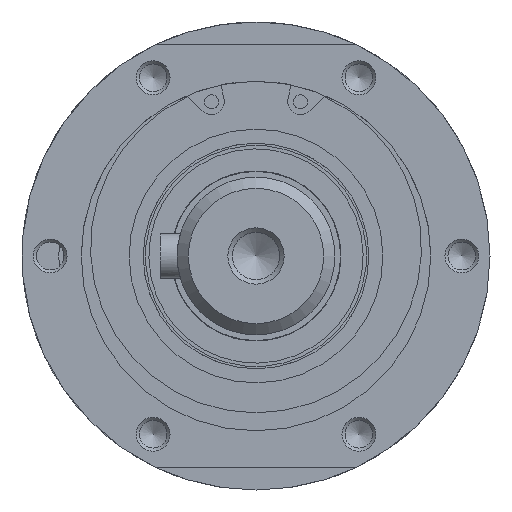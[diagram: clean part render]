
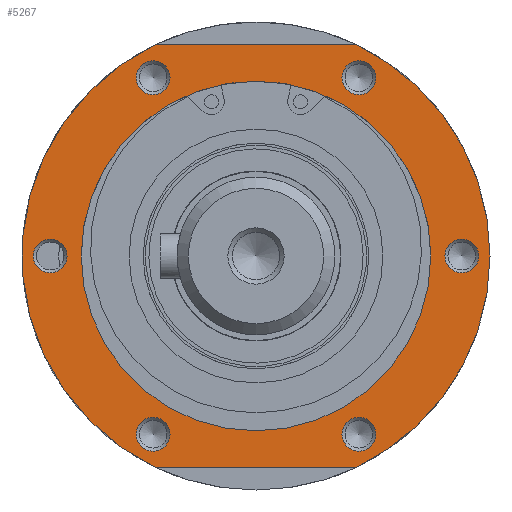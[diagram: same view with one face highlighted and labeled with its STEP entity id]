
A CAD part, left-side view. The second image highlights one B-rep face of the part: STEP entity #5267.
In plain terms, the highlighted planar face has unit normal (-1, 0, 0).
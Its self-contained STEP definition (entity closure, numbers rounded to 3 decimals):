
#443=FACE_BOUND('',#1762,.T.);
#444=FACE_BOUND('',#1763,.T.);
#445=FACE_BOUND('',#1764,.T.);
#446=FACE_BOUND('',#1765,.T.);
#447=FACE_BOUND('',#1766,.T.);
#448=FACE_BOUND('',#1767,.T.);
#449=FACE_BOUND('',#1768,.T.);
#768=LINE('',#8993,#1111);
#769=LINE('',#8999,#1112);
#1111=VECTOR('',#7202,10.);
#1112=VECTOR('',#7207,10.);
#1451=FACE_OUTER_BOUND('',#1761,.T.);
#1761=EDGE_LOOP('',(#4602,#4603,#4604,#4605,#4606));
#1762=EDGE_LOOP('',(#4607));
#1763=EDGE_LOOP('',(#4608));
#1764=EDGE_LOOP('',(#4609));
#1765=EDGE_LOOP('',(#4610,#4611));
#1766=EDGE_LOOP('',(#4612));
#1767=EDGE_LOOP('',(#4613));
#1768=EDGE_LOOP('',(#4614));
#2039=CIRCLE('',#5751,31.);
#2040=CIRCLE('',#5752,31.);
#2064=CIRCLE('',#5789,3.);
#2067=CIRCLE('',#5794,3.);
#2070=CIRCLE('',#5799,3.);
#2073=CIRCLE('',#5804,3.);
#2076=CIRCLE('',#5809,3.);
#2079=CIRCLE('',#5814,41.5);
#2080=CIRCLE('',#5815,41.5);
#2081=CIRCLE('',#5816,41.5);
#2082=CIRCLE('',#5817,3.);
#2534=VERTEX_POINT('',#8863);
#2535=VERTEX_POINT('',#8865);
#2564=VERTEX_POINT('',#8941);
#2567=VERTEX_POINT('',#8951);
#2570=VERTEX_POINT('',#8961);
#2573=VERTEX_POINT('',#8971);
#2576=VERTEX_POINT('',#8981);
#2579=VERTEX_POINT('',#8991);
#2580=VERTEX_POINT('',#8992);
#2581=VERTEX_POINT('',#8994);
#2582=VERTEX_POINT('',#8996);
#2583=VERTEX_POINT('',#8998);
#2584=VERTEX_POINT('',#9001);
#3222=EDGE_CURVE('',#2535,#2534,#2039,.T.);
#3223=EDGE_CURVE('',#2534,#2535,#2040,.T.);
#3256=EDGE_CURVE('',#2564,#2564,#2064,.T.);
#3261=EDGE_CURVE('',#2567,#2567,#2067,.T.);
#3266=EDGE_CURVE('',#2570,#2570,#2070,.T.);
#3271=EDGE_CURVE('',#2573,#2573,#2073,.T.);
#3276=EDGE_CURVE('',#2576,#2576,#2076,.T.);
#3281=EDGE_CURVE('',#2579,#2580,#768,.T.);
#3282=EDGE_CURVE('',#2581,#2580,#2079,.T.);
#3283=EDGE_CURVE('',#2582,#2581,#2080,.T.);
#3284=EDGE_CURVE('',#2582,#2583,#769,.T.);
#3285=EDGE_CURVE('',#2579,#2583,#2081,.T.);
#3286=EDGE_CURVE('',#2584,#2584,#2082,.T.);
#4602=ORIENTED_EDGE('',*,*,#3281,.T.);
#4603=ORIENTED_EDGE('',*,*,#3282,.F.);
#4604=ORIENTED_EDGE('',*,*,#3283,.F.);
#4605=ORIENTED_EDGE('',*,*,#3284,.T.);
#4606=ORIENTED_EDGE('',*,*,#3285,.F.);
#4607=ORIENTED_EDGE('',*,*,#3276,.F.);
#4608=ORIENTED_EDGE('',*,*,#3266,.F.);
#4609=ORIENTED_EDGE('',*,*,#3256,.F.);
#4610=ORIENTED_EDGE('',*,*,#3222,.T.);
#4611=ORIENTED_EDGE('',*,*,#3223,.T.);
#4612=ORIENTED_EDGE('',*,*,#3261,.F.);
#4613=ORIENTED_EDGE('',*,*,#3271,.F.);
#4614=ORIENTED_EDGE('',*,*,#3286,.F.);
#5021=PLANE('',#5813);
#5267=ADVANCED_FACE('',(#1451,#443,#444,#445,#446,#447,#448,#449),#5021,
 .T.);
#5751=AXIS2_PLACEMENT_3D('',#8866,#7057,#7058);
#5752=AXIS2_PLACEMENT_3D('',#8867,#7059,#7060);
#5789=AXIS2_PLACEMENT_3D('',#8942,#7142,#7143);
#5794=AXIS2_PLACEMENT_3D('',#8952,#7154,#7155);
#5799=AXIS2_PLACEMENT_3D('',#8962,#7166,#7167);
#5804=AXIS2_PLACEMENT_3D('',#8972,#7178,#7179);
#5809=AXIS2_PLACEMENT_3D('',#8982,#7190,#7191);
#5813=AXIS2_PLACEMENT_3D('',#8990,#7200,#7201);
#5814=AXIS2_PLACEMENT_3D('',#8995,#7203,#7204);
#5815=AXIS2_PLACEMENT_3D('',#8997,#7205,#7206);
#5816=AXIS2_PLACEMENT_3D('',#9000,#7208,#7209);
#5817=AXIS2_PLACEMENT_3D('',#9002,#7210,#7211);
#7057=DIRECTION('center_axis',(1.,0.,0.));
#7058=DIRECTION('ref_axis',(0.,1.,0.));
#7059=DIRECTION('center_axis',(1.,0.,0.));
#7060=DIRECTION('ref_axis',(0.,1.,0.));
#7142=DIRECTION('center_axis',(-1.,0.,0.));
#7143=DIRECTION('ref_axis',(0.,-0.866,-0.5));
#7154=DIRECTION('center_axis',(-1.,0.,0.));
#7155=DIRECTION('ref_axis',(0.,0.,
-1.));
#7166=DIRECTION('center_axis',(-1.,0.,0.));
#7167=DIRECTION('ref_axis',(0.,-0.866,0.5));
#7178=DIRECTION('center_axis',(-1.,0.,0.));
#7179=DIRECTION('ref_axis',(0.,0.866,-0.5));
#7190=DIRECTION('center_axis',(-1.,0.,0.));
#7191=DIRECTION('ref_axis',(0.,0.,1.));
#7200=DIRECTION('center_axis',(-1.,0.,0.));
#7201=DIRECTION('ref_axis',(0.,0.,1.));
#7202=DIRECTION('',(0.,-1.,0.));
#7203=DIRECTION('center_axis',(1.,0.,0.));
#7204=DIRECTION('ref_axis',(0.,1.,0.));
#7205=DIRECTION('center_axis',(1.,0.,0.));
#7206=DIRECTION('ref_axis',(0.,1.,0.));
#7207=DIRECTION('',(0.,1.,0.));
#7208=DIRECTION('center_axis',(1.,0.,0.));
#7209=DIRECTION('ref_axis',(0.,1.,0.));
#7210=DIRECTION('center_axis',(-1.,0.,0.));
#7211=DIRECTION('ref_axis',(0.,0.866,0.5));
#8863=CARTESIAN_POINT('',(-192.5,-31.,0.));
#8865=CARTESIAN_POINT('',(-192.5,31.,0.));
#8866=CARTESIAN_POINT('Origin',(-192.5,0.,
0.));
#8867=CARTESIAN_POINT('Origin',(-192.5,0.,
0.));
#8941=CARTESIAN_POINT('',(-192.5,20.848,-30.11));
#8942=CARTESIAN_POINT('Origin',(-192.5,18.25,-31.61));
#8951=CARTESIAN_POINT('',(-192.5,36.5,3.));
#8952=CARTESIAN_POINT('Origin',(-192.5,36.5,0.));
#8961=CARTESIAN_POINT('',(-192.5,-15.652,-33.11));
#8962=CARTESIAN_POINT('Origin',(-192.5,-18.25,-31.61));
#8971=CARTESIAN_POINT('',(-192.5,15.652,33.11));
#8972=CARTESIAN_POINT('Origin',(-192.5,18.25,31.61));
#8981=CARTESIAN_POINT('',(-192.5,-36.5,-3.));
#8982=CARTESIAN_POINT('Origin',(-192.5,-36.5,0.));
#8990=CARTESIAN_POINT('Origin',(-192.5,36.25,0.));
#8991=CARTESIAN_POINT('',(-192.5,17.776,-37.5));
#8992=CARTESIAN_POINT('',(-192.5,-17.776,-37.5));
#8993=CARTESIAN_POINT('',(-192.5,4.214,-37.5));
#8994=CARTESIAN_POINT('',(-192.5,-41.5,0.));
#8995=CARTESIAN_POINT('Origin',(-192.5,0.,
0.));
#8996=CARTESIAN_POINT('',(-192.5,-17.776,37.5));
#8997=CARTESIAN_POINT('Origin',(-192.5,0.,
0.));
#8998=CARTESIAN_POINT('',(-192.5,17.776,37.5));
#8999=CARTESIAN_POINT('',(-192.5,32.036,37.5));
#9000=CARTESIAN_POINT('Origin',(-192.5,0.,
0.));
#9001=CARTESIAN_POINT('',(-192.5,-20.848,30.11));
#9002=CARTESIAN_POINT('Origin',(-192.5,-18.25,31.61));
